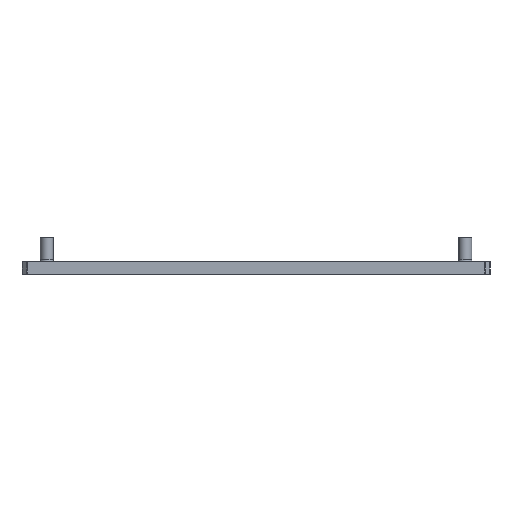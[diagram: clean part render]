
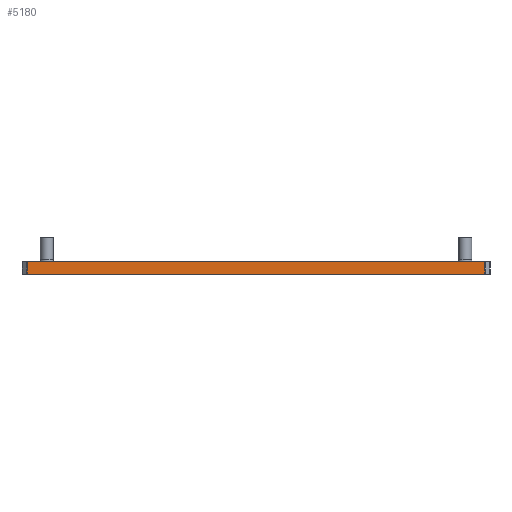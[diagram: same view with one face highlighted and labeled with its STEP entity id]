
A CAD part, top view. The second image highlights one B-rep face of the part: STEP entity #5180.
In plain terms, the highlighted planar face has unit normal (0, 0, 1).
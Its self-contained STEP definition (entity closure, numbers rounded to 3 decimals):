
#620=FACE_OUTER_BOUND('',#936,.T.);
#936=EDGE_LOOP('',(#4615,#4616,#4617,#4618));
#1420=LINE('',#8732,#1953);
#1456=LINE('',#8855,#1989);
#1457=LINE('',#8858,#1990);
#1458=LINE('',#8859,#1991);
#1953=VECTOR('',#6450,71.);
#1989=VECTOR('',#6594,2.);
#1990=VECTOR('',#6597,71.);
#1991=VECTOR('',#6598,2.);
#2468=VERTEX_POINT('',#8729);
#2469=VERTEX_POINT('',#8731);
#2502=VERTEX_POINT('',#8853);
#2503=VERTEX_POINT('',#8857);
#3162=EDGE_CURVE('',#2468,#2469,#1420,.T.);
#3218=EDGE_CURVE('',#2502,#2469,#1456,.T.);
#3219=EDGE_CURVE('',#2503,#2502,#1457,.T.);
#3220=EDGE_CURVE('',#2503,#2468,#1458,.T.);
#4615=ORIENTED_EDGE('',*,*,#3219,.T.);
#4616=ORIENTED_EDGE('',*,*,#3218,.T.);
#4617=ORIENTED_EDGE('',*,*,#3162,.F.);
#4618=ORIENTED_EDGE('',*,*,#3220,.F.);
#4909=PLANE('',#5493);
#5180=ADVANCED_FACE('',(#620),#4909,.T.);
#5493=AXIS2_PLACEMENT_3D('',#8856,#6595,#6596);
#6450=DIRECTION('',(1.,0.,0.));
#6594=DIRECTION('',(0.,1.,0.));
#6595=DIRECTION('center_axis',(0.,0.,1.));
#6596=DIRECTION('ref_axis',(1.,0.,0.));
#6597=DIRECTION('',(1.,0.,0.));
#6598=DIRECTION('',(0.,1.,0.));
#8729=CARTESIAN_POINT('',(-33.799,2.,0.));
#8731=CARTESIAN_POINT('',(37.201,2.,0.));
#8732=CARTESIAN_POINT('',(-33.799,2.,0.));
#8853=CARTESIAN_POINT('',(37.201,0.,0.));
#8855=CARTESIAN_POINT('',(37.201,0.,0.));
#8856=CARTESIAN_POINT('Origin',(-33.799,0.,0.));
#8857=CARTESIAN_POINT('',(-33.799,0.,0.));
#8858=CARTESIAN_POINT('',(-33.799,0.,0.));
#8859=CARTESIAN_POINT('',(-33.799,0.,0.));
